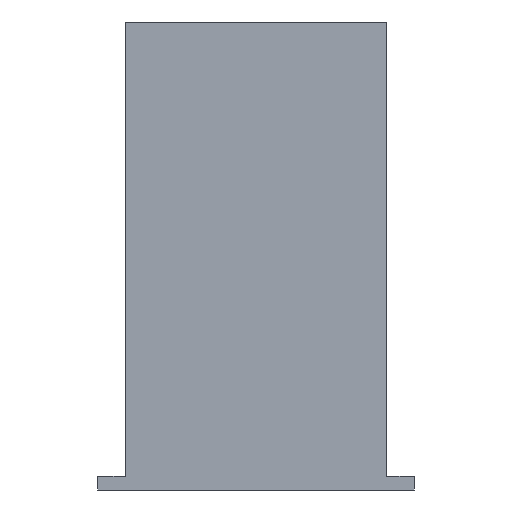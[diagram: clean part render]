
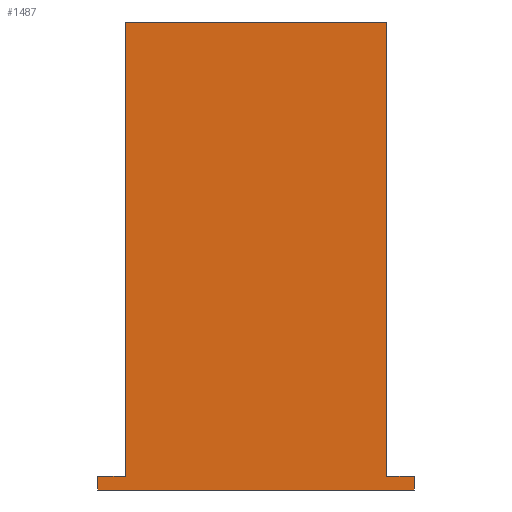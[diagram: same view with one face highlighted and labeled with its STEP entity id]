
A CAD part, left-side view. The second image highlights one B-rep face of the part: STEP entity #1487.
In plain terms, the highlighted planar face has unit normal (-1, 0, 0).
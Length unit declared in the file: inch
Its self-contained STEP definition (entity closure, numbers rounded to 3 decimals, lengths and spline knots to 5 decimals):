
#29 = VERTEX_POINT ( 'NONE', #3781 ) ;
#68 = CARTESIAN_POINT ( 'NONE',  ( 0., 2.375, 0.25 ) ) ;
#102 = DIRECTION ( 'NONE',  ( 0., 0., -1. ) ) ;
#148 = LINE ( 'NONE', #763, #1560 ) ;
#279 = VECTOR ( 'NONE', #2604, 39.37008 ) ;
#379 = CARTESIAN_POINT ( 'NONE',  ( 0., 2.875, 0.25 ) ) ;
#464 = ORIENTED_EDGE ( 'NONE', *, *, #3536, .T. ) ;
#467 = LINE ( 'NONE', #1713, #3504 ) ;
#502 = ORIENTED_EDGE ( 'NONE', *, *, #589, .T. ) ;
#566 = EDGE_CURVE ( 'NONE', #29, #3588, #3869, .T. ) ;
#589 = EDGE_CURVE ( 'NONE', #2810, #2168, #467, .T. ) ;
#599 = VECTOR ( 'NONE', #1091, 39.37008 ) ;
#763 = CARTESIAN_POINT ( 'NONE',  ( 0., 2.875, 0.25 ) ) ;
#800 = VECTOR ( 'NONE', #3761, 39.37008 ) ;
#805 = DIRECTION ( 'NONE',  ( 0., -1., 0. ) ) ;
#828 = VERTEX_POINT ( 'NONE', #379 ) ;
#848 = CARTESIAN_POINT ( 'NONE',  ( 0., -2.875, 0.25 ) ) ;
#866 = DIRECTION ( 'NONE',  ( 0., 0., -1. ) ) ;
#1091 = DIRECTION ( 'NONE',  ( 0., 0., -1. ) ) ;
#1096 = EDGE_CURVE ( 'NONE', #29, #3881, #3746, .T. ) ;
#1213 = DIRECTION ( 'NONE',  ( 0., 0., -1. ) ) ;
#1417 = EDGE_CURVE ( 'NONE', #828, #3588, #2102, .T. ) ;
#1487 = ADVANCED_FACE ( 'NONE', ( #2504 ), #2752, .F. ) ;
#1495 = CARTESIAN_POINT ( 'NONE',  ( 0., -2.375, 8.5 ) ) ;
#1500 = VECTOR ( 'NONE', #2793, 39.37008 ) ;
#1552 = CARTESIAN_POINT ( 'NONE',  ( 0., -2.875, 0.25 ) ) ;
#1558 = ORIENTED_EDGE ( 'NONE', *, *, #3720, .F. ) ;
#1560 = VECTOR ( 'NONE', #102, 39.37008 ) ;
#1713 = CARTESIAN_POINT ( 'NONE',  ( 0., -2.375, 0. ) ) ;
#1741 = EDGE_LOOP ( 'NONE', ( #502, #1798, #3955, #1558, #3945, #1840, #2878, #464 ) ) ;
#1759 = EDGE_CURVE ( 'NONE', #2006, #2168, #2273, .T. ) ;
#1798 = ORIENTED_EDGE ( 'NONE', *, *, #1759, .F. ) ;
#1840 = ORIENTED_EDGE ( 'NONE', *, *, #566, .T. ) ;
#1940 = CARTESIAN_POINT ( 'NONE',  ( 0., -2.375, 8.5 ) ) ;
#2006 = VERTEX_POINT ( 'NONE', #1552 ) ;
#2037 = CARTESIAN_POINT ( 'NONE',  ( 0., 2.375, 8.5 ) ) ;
#2093 = DIRECTION ( 'NONE',  ( 0., -1., 0. ) ) ;
#2102 = LINE ( 'NONE', #2340, #2932 ) ;
#2104 = LINE ( 'NONE', #848, #1500 ) ;
#2168 = VERTEX_POINT ( 'NONE', #3484 ) ;
#2211 = VERTEX_POINT ( 'NONE', #2976 ) ;
#2273 = LINE ( 'NONE', #3503, #279 ) ;
#2340 = CARTESIAN_POINT ( 'NONE',  ( 0., 2.875, 0.25 ) ) ;
#2433 = CARTESIAN_POINT ( 'NONE',  ( 0., 2.875, 0. ) ) ;
#2504 = FACE_OUTER_BOUND ( 'NONE', #1741, .T. ) ;
#2525 = CARTESIAN_POINT ( 'NONE',  ( 0., -2.375, 8.5 ) ) ;
#2604 = DIRECTION ( 'NONE',  ( 0., 0., -1. ) ) ;
#2752 = PLANE ( 'NONE',  #3137 ) ;
#2793 = DIRECTION ( 'NONE',  ( 0., 1., 0. ) ) ;
#2810 = VERTEX_POINT ( 'NONE', #2433 ) ;
#2878 = ORIENTED_EDGE ( 'NONE', *, *, #1417, .F. ) ;
#2932 = VECTOR ( 'NONE', #805, 39.37008 ) ;
#2976 = CARTESIAN_POINT ( 'NONE',  ( 0., -2.375, 0.25 ) ) ;
#3109 = CARTESIAN_POINT ( 'NONE',  ( 0., -2.375, 8.5 ) ) ;
#3137 = AXIS2_PLACEMENT_3D ( 'NONE', #3109, #3457, #1213 ) ;
#3238 = VECTOR ( 'NONE', #866, 39.37008 ) ;
#3457 = DIRECTION ( 'NONE',  ( 1., 0., 0. ) ) ;
#3484 = CARTESIAN_POINT ( 'NONE',  ( 0., -2.875, 0. ) ) ;
#3503 = CARTESIAN_POINT ( 'NONE',  ( 0., -2.875, 0.25 ) ) ;
#3504 = VECTOR ( 'NONE', #2093, 39.37008 ) ;
#3536 = EDGE_CURVE ( 'NONE', #828, #2810, #148, .T. ) ;
#3588 = VERTEX_POINT ( 'NONE', #68 ) ;
#3720 = EDGE_CURVE ( 'NONE', #3881, #2211, #3920, .T. ) ;
#3741 = EDGE_CURVE ( 'NONE', #2006, #2211, #2104, .T. ) ;
#3746 = LINE ( 'NONE', #2525, #800 ) ;
#3761 = DIRECTION ( 'NONE',  ( 0., -1., 0. ) ) ;
#3781 = CARTESIAN_POINT ( 'NONE',  ( 0., 2.375, 8.5 ) ) ;
#3869 = LINE ( 'NONE', #2037, #599 ) ;
#3881 = VERTEX_POINT ( 'NONE', #1940 ) ;
#3920 = LINE ( 'NONE', #1495, #3238 ) ;
#3945 = ORIENTED_EDGE ( 'NONE', *, *, #1096, .F. ) ;
#3955 = ORIENTED_EDGE ( 'NONE', *, *, #3741, .T. ) ;
